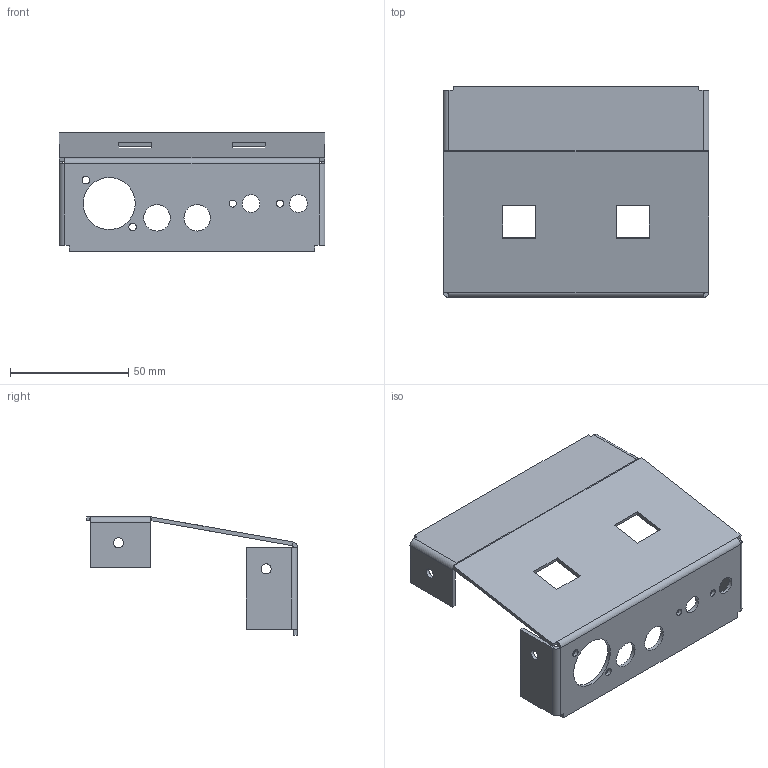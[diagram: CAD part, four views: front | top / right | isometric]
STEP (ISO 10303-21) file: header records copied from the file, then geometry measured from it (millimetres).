
FILE_DESCRIPTION(/* description */ (''),/* implementation_level */ '2;1');
FILE_NAME(/* name */ 'Enclosure Top.step',/* time_stamp */ '2025-07-03T01:23:30-05:00',/* author */ (''),/* organization */ (''),/* preprocessor_version */ 'ST-DEVELOPER v20.1',/* originating_system */ 'Autodesk Translation Framework v14.10.0.0',/* authorisation */ '');
FILE_SCHEMA (('AUTOMOTIVE_DESIGN { 1 0 10303 214 3 1 1 }'));
Length unit declared in the file: millimetre
Products named in the file (2): STEVEannouncer Chassis; Top
Assembly tree (1 placements, depth 2):
  STEVEannouncer Chassis
    Top
Bounding box: 112.44 x 89.2 x 50 mm (x, y, z)
Volume: 24694.4 mm3; surface area: 32535.2 mm2
Topology: 1 solids, 1 shells, 91 faces, 219 edges, 130 vertices
Faces by surface type: plane 62, cylinder 29
Full cylindrical faces by diameter (mm): 3 x2, 3.2 x2, 4.267 x4, 7.5 x2, 11.2 x2, 22 x1
Entity records: 2714 total; most frequent: DIRECTION 465, CARTESIAN_POINT 443, ORIENTED_EDGE 438, EDGE_CURVE 219, LINE 161, VECTOR 161, AXIS2_PLACEMENT_3D 152, VERTEX_POINT 130
